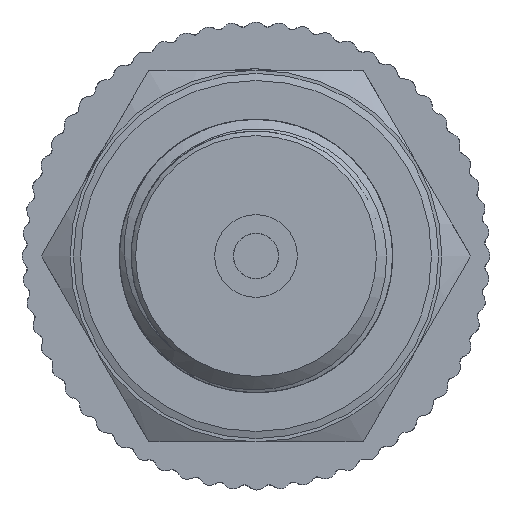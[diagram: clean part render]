
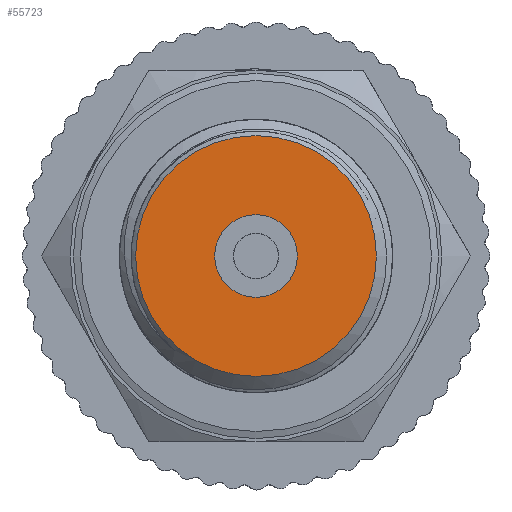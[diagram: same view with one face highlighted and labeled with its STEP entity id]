
A CAD part, left-side view. The second image highlights one B-rep face of the part: STEP entity #55723.
In plain terms, the highlighted conical face has half-angle 90 degrees and reference radius 5.875 mm.
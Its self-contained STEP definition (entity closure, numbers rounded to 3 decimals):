
#7668=CONICAL_SURFACE('',#59099,5.875,1.571);
#8290=FACE_OUTER_BOUND('',#11830,.T.);
#11830=EDGE_LOOP('',(#38807,#38808,#38809,#38810));
#15455=CIRCLE('',#59098,3.);
#15456=CIRCLE('',#59100,8.75);
#17671=LINE('',#99030,#20104);
#20104=VECTOR('',#67199,5.875);
#22853=VERTEX_POINT('',#99025);
#22854=VERTEX_POINT('',#99029);
#28987=EDGE_CURVE('',#22853,#22853,#15455,.T.);
#28989=EDGE_CURVE('',#22853,#22854,#17671,.T.);
#28990=EDGE_CURVE('',#22854,#22854,#15456,.T.);
#38807=ORIENTED_EDGE('',*,*,#28987,.T.);
#38808=ORIENTED_EDGE('',*,*,#28989,.T.);
#38809=ORIENTED_EDGE('',*,*,#28990,.F.);
#38810=ORIENTED_EDGE('',*,*,#28989,.F.);
#55723=ADVANCED_FACE('',(#8290),#7668,.F.);
#59098=AXIS2_PLACEMENT_3D('',#99026,#67194,#67195);
#59099=AXIS2_PLACEMENT_3D('',#99028,#67197,#67198);
#59100=AXIS2_PLACEMENT_3D('',#99031,#67200,#67201);
#67194=DIRECTION('center_axis',(1.,0.,0.));
#67195=DIRECTION('ref_axis',(0.,0.,-1.));
#67197=DIRECTION('center_axis',(-1.,0.,0.));
#67198=DIRECTION('ref_axis',(0.,1.,0.));
#67199=DIRECTION('',(0.,-1.,0.));
#67200=DIRECTION('center_axis',(1.,0.,0.));
#67201=DIRECTION('ref_axis',(0.,0.,-1.));
#99025=CARTESIAN_POINT('',(-67.,-3.,0.));
#99026=CARTESIAN_POINT('Origin',(-67.,0.,0.));
#99028=CARTESIAN_POINT('Origin',(-67.,0.,0.));
#99029=CARTESIAN_POINT('',(-67.,-8.75,0.));
#99030=CARTESIAN_POINT('',(-67.,-5.875,0.));
#99031=CARTESIAN_POINT('Origin',(-67.,0.,0.));
